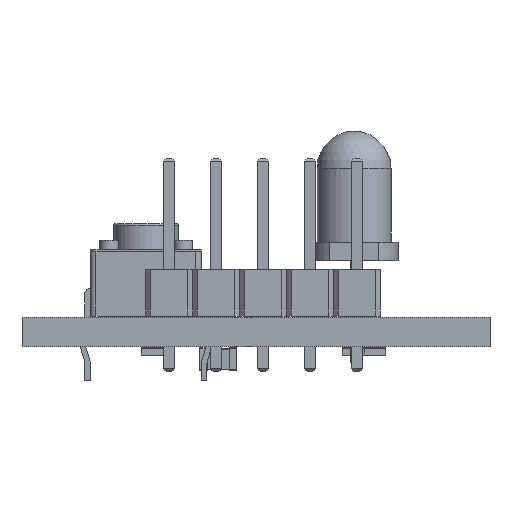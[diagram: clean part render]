
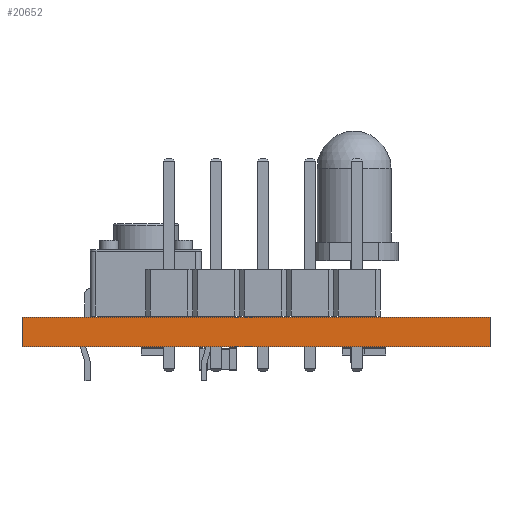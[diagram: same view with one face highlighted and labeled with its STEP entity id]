
A CAD part, front view. The second image highlights one B-rep face of the part: STEP entity #20652.
In plain terms, the highlighted planar face has unit normal (0, -1, 0).
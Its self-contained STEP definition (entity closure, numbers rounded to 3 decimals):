
#20652 = ADVANCED_FACE('',(#20653),#20667,.T.);
#20653 = FACE_BOUND('',#20654,.T.);
#20654 = EDGE_LOOP('',(#20655,#20690,#20718,#20746));
#20655 = ORIENTED_EDGE('',*,*,#20656,.T.);
#20656 = EDGE_CURVE('',#20657,#20659,#20661,.T.);
#20657 = VERTEX_POINT('',#20658);
#20658 = CARTESIAN_POINT('',(144.5,-106.,0.));
#20659 = VERTEX_POINT('',#20660);
#20660 = CARTESIAN_POINT('',(144.5,-106.,1.6));
#20661 = SURFACE_CURVE('',#20662,(#20666,#20678),.PCURVE_S1.);
#20662 = LINE('',#20663,#20664);
#20663 = CARTESIAN_POINT('',(144.5,-106.,0.));
#20664 = VECTOR('',#20665,1.);
#20665 = DIRECTION('',(0.,0.,1.));
#20666 = PCURVE('',#20667,#20672);
#20667 = PLANE('',#20668);
#20668 = AXIS2_PLACEMENT_3D('',#20669,#20670,#20671);
#20669 = CARTESIAN_POINT('',(144.5,-106.,0.));
#20670 = DIRECTION('',(0.,-1.,0.));
#20671 = DIRECTION('',(-1.,0.,0.));
#20672 = DEFINITIONAL_REPRESENTATION('',(#20673),#20677);
#20673 = LINE('',#20674,#20675);
#20674 = CARTESIAN_POINT('',(0.,-0.));
#20675 = VECTOR('',#20676,1.);
#20676 = DIRECTION('',(0.,-1.));
#20677 = ( GEOMETRIC_REPRESENTATION_CONTEXT(2) 
PARAMETRIC_REPRESENTATION_CONTEXT() REPRESENTATION_CONTEXT('2D SPACE',''
  ) );
#20678 = PCURVE('',#20679,#20684);
#20679 = PLANE('',#20680);
#20680 = AXIS2_PLACEMENT_3D('',#20681,#20682,#20683);
#20681 = CARTESIAN_POINT('',(144.5,-39.3,0.));
#20682 = DIRECTION('',(1.,0.,-0.));
#20683 = DIRECTION('',(0.,-1.,0.));
#20684 = DEFINITIONAL_REPRESENTATION('',(#20685),#20689);
#20685 = LINE('',#20686,#20687);
#20686 = CARTESIAN_POINT('',(66.7,0.));
#20687 = VECTOR('',#20688,1.);
#20688 = DIRECTION('',(0.,-1.));
#20689 = ( GEOMETRIC_REPRESENTATION_CONTEXT(2) 
PARAMETRIC_REPRESENTATION_CONTEXT() REPRESENTATION_CONTEXT('2D SPACE',''
  ) );
#20690 = ORIENTED_EDGE('',*,*,#20691,.T.);
#20691 = EDGE_CURVE('',#20659,#20692,#20694,.T.);
#20692 = VERTEX_POINT('',#20693);
#20693 = CARTESIAN_POINT('',(119.2,-106.,1.6));
#20694 = SURFACE_CURVE('',#20695,(#20699,#20706),.PCURVE_S1.);
#20695 = LINE('',#20696,#20697);
#20696 = CARTESIAN_POINT('',(144.5,-106.,1.6));
#20697 = VECTOR('',#20698,1.);
#20698 = DIRECTION('',(-1.,0.,0.));
#20699 = PCURVE('',#20667,#20700);
#20700 = DEFINITIONAL_REPRESENTATION('',(#20701),#20705);
#20701 = LINE('',#20702,#20703);
#20702 = CARTESIAN_POINT('',(0.,-1.6));
#20703 = VECTOR('',#20704,1.);
#20704 = DIRECTION('',(1.,0.));
#20705 = ( GEOMETRIC_REPRESENTATION_CONTEXT(2) 
PARAMETRIC_REPRESENTATION_CONTEXT() REPRESENTATION_CONTEXT('2D SPACE',''
  ) );
#20706 = PCURVE('',#20707,#20712);
#20707 = PLANE('',#20708);
#20708 = AXIS2_PLACEMENT_3D('',#20709,#20710,#20711);
#20709 = CARTESIAN_POINT('',(131.85,-72.65,1.6));
#20710 = DIRECTION('',(-0.,-0.,-1.));
#20711 = DIRECTION('',(-1.,0.,0.));
#20712 = DEFINITIONAL_REPRESENTATION('',(#20713),#20717);
#20713 = LINE('',#20714,#20715);
#20714 = CARTESIAN_POINT('',(-12.65,-33.35));
#20715 = VECTOR('',#20716,1.);
#20716 = DIRECTION('',(1.,0.));
#20717 = ( GEOMETRIC_REPRESENTATION_CONTEXT(2) 
PARAMETRIC_REPRESENTATION_CONTEXT() REPRESENTATION_CONTEXT('2D SPACE',''
  ) );
#20718 = ORIENTED_EDGE('',*,*,#20719,.F.);
#20719 = EDGE_CURVE('',#20720,#20692,#20722,.T.);
#20720 = VERTEX_POINT('',#20721);
#20721 = CARTESIAN_POINT('',(119.2,-106.,0.));
#20722 = SURFACE_CURVE('',#20723,(#20727,#20734),.PCURVE_S1.);
#20723 = LINE('',#20724,#20725);
#20724 = CARTESIAN_POINT('',(119.2,-106.,0.));
#20725 = VECTOR('',#20726,1.);
#20726 = DIRECTION('',(0.,0.,1.));
#20727 = PCURVE('',#20667,#20728);
#20728 = DEFINITIONAL_REPRESENTATION('',(#20729),#20733);
#20729 = LINE('',#20730,#20731);
#20730 = CARTESIAN_POINT('',(25.3,0.));
#20731 = VECTOR('',#20732,1.);
#20732 = DIRECTION('',(0.,-1.));
#20733 = ( GEOMETRIC_REPRESENTATION_CONTEXT(2) 
PARAMETRIC_REPRESENTATION_CONTEXT() REPRESENTATION_CONTEXT('2D SPACE',''
  ) );
#20734 = PCURVE('',#20735,#20740);
#20735 = PLANE('',#20736);
#20736 = AXIS2_PLACEMENT_3D('',#20737,#20738,#20739);
#20737 = CARTESIAN_POINT('',(119.2,-106.,0.));
#20738 = DIRECTION('',(-1.,0.,0.));
#20739 = DIRECTION('',(0.,1.,0.));
#20740 = DEFINITIONAL_REPRESENTATION('',(#20741),#20745);
#20741 = LINE('',#20742,#20743);
#20742 = CARTESIAN_POINT('',(0.,0.));
#20743 = VECTOR('',#20744,1.);
#20744 = DIRECTION('',(0.,-1.));
#20745 = ( GEOMETRIC_REPRESENTATION_CONTEXT(2) 
PARAMETRIC_REPRESENTATION_CONTEXT() REPRESENTATION_CONTEXT('2D SPACE',''
  ) );
#20746 = ORIENTED_EDGE('',*,*,#20747,.F.);
#20747 = EDGE_CURVE('',#20657,#20720,#20748,.T.);
#20748 = SURFACE_CURVE('',#20749,(#20753,#20760),.PCURVE_S1.);
#20749 = LINE('',#20750,#20751);
#20750 = CARTESIAN_POINT('',(144.5,-106.,0.));
#20751 = VECTOR('',#20752,1.);
#20752 = DIRECTION('',(-1.,0.,0.));
#20753 = PCURVE('',#20667,#20754);
#20754 = DEFINITIONAL_REPRESENTATION('',(#20755),#20759);
#20755 = LINE('',#20756,#20757);
#20756 = CARTESIAN_POINT('',(0.,-0.));
#20757 = VECTOR('',#20758,1.);
#20758 = DIRECTION('',(1.,0.));
#20759 = ( GEOMETRIC_REPRESENTATION_CONTEXT(2) 
PARAMETRIC_REPRESENTATION_CONTEXT() REPRESENTATION_CONTEXT('2D SPACE',''
  ) );
#20760 = PCURVE('',#20761,#20766);
#20761 = PLANE('',#20762);
#20762 = AXIS2_PLACEMENT_3D('',#20763,#20764,#20765);
#20763 = CARTESIAN_POINT('',(131.85,-72.65,0.));
#20764 = DIRECTION('',(-0.,-0.,-1.));
#20765 = DIRECTION('',(-1.,0.,0.));
#20766 = DEFINITIONAL_REPRESENTATION('',(#20767),#20771);
#20767 = LINE('',#20768,#20769);
#20768 = CARTESIAN_POINT('',(-12.65,-33.35));
#20769 = VECTOR('',#20770,1.);
#20770 = DIRECTION('',(1.,0.));
#20771 = ( GEOMETRIC_REPRESENTATION_CONTEXT(2) 
PARAMETRIC_REPRESENTATION_CONTEXT() REPRESENTATION_CONTEXT('2D SPACE',''
  ) );
